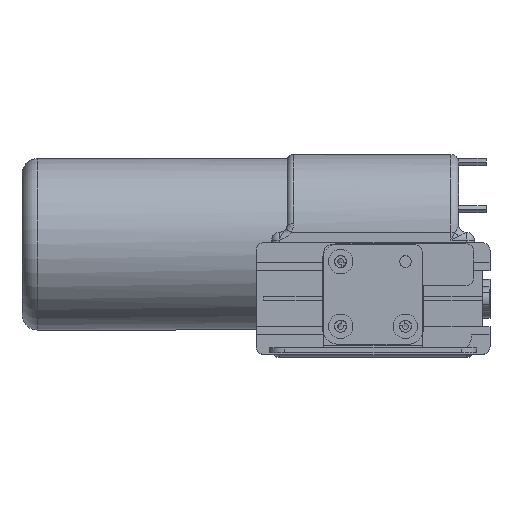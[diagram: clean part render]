
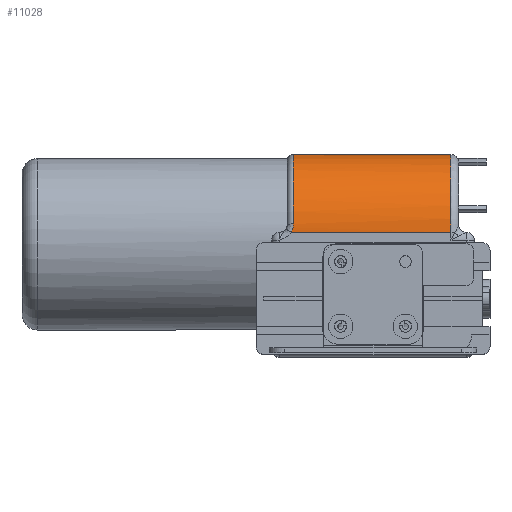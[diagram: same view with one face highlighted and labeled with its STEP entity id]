
A CAD part, top view. The second image highlights one B-rep face of the part: STEP entity #11028.
In plain terms, the highlighted cylindrical face has radius 31.75 mm (diameter 63.5 mm), a partial arc.
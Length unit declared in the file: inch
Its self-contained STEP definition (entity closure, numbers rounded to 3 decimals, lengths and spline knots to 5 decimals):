
#55=B_SPLINE_CURVE_WITH_KNOTS($,3,(#18214,#18215,#18216,#18217),
 .UNSPECIFIED.,.F.,.F.,(4,4),(0.,0.33403),
 .UNSPECIFIED.);
#1075=FACE_OUTER_BOUND($,#1747,.T.);
#1747=EDGE_LOOP($,(#9985,#9986,#9987,#9988,#9989));
#2935=LINE($,#18713,#4107);
#2936=LINE($,#18715,#4108);
#4107=VECTOR($,#14856,2.56129);
#4108=VECTOR($,#14859,2.525);
#4502=CIRCLE($,#11890,1.25);
#4536=CIRCLE($,#11952,1.25);
#5503=VERTEX_POINT($,#18159);
#5506=VERTEX_POINT($,#18207);
#5508=VERTEX_POINT($,#18219);
#5552=VERTEX_POINT($,#18588);
#5554=VERTEX_POINT($,#18594);
#6967=EDGE_CURVE($,#5503,#5506,#55,.T.);
#6970=EDGE_CURVE($,#5506,#5508,#4502,.T.);
#7046=EDGE_CURVE($,#5554,#5552,#4536,.T.);
#7100=EDGE_CURVE($,#5503,#5552,#2935,.F.);
#7101=EDGE_CURVE($,#5508,#5554,#2936,.T.);
#9985=ORIENTED_EDGE($,*,*,#6967,.F.);
#9986=ORIENTED_EDGE($,*,*,#7100,.T.);
#9987=ORIENTED_EDGE($,*,*,#7046,.F.);
#9988=ORIENTED_EDGE($,*,*,#7101,.F.);
#9989=ORIENTED_EDGE($,*,*,#6970,.F.);
#10507=CYLINDRICAL_SURFACE($,#11970,1.25);
#11028=ADVANCED_FACE($,(#1075),#10507,.T.);
#11890=AXIS2_PLACEMENT_3D($,#18223,#14631,#14632);
#11952=AXIS2_PLACEMENT_3D($,#18596,#14779,#14780);
#11970=AXIS2_PLACEMENT_3D($,#18714,#14857,#14858);
#14631=DIRECTION('center_axis',(-1.,0.,0.));
#14632=DIRECTION('ref_axis',(0.,0.733,0.68));
#14779=DIRECTION('center_axis',(1.,0.,0.));
#14780=DIRECTION('ref_axis',(0.,0.707,0.707));
#14856=DIRECTION($,(-1.,0.,0.));
#14857=DIRECTION('center_axis',(-1.,0.,0.));
#14858=DIRECTION('ref_axis',(0.,-1.,0.));
#14859=DIRECTION($,(1.,0.,0.));
#18159=CARTESIAN_POINT('',(-1.71754,1.0625,0.));
#18207=CARTESIAN_POINT('',(-1.68125,1.19764,-0.00733));
#18214=CARTESIAN_POINT('Ctrl Pts',(-1.71754,1.0625,0.));
#18215=CARTESIAN_POINT('Ctrl Pts',(-1.69399,1.10269,0.));
#18216=CARTESIAN_POINT('Ctrl Pts',(-1.68125,1.15028,-0.00218));
#18217=CARTESIAN_POINT('Ctrl Pts',(-1.68125,1.19764,-0.00733));
#18219=CARTESIAN_POINT('',(-1.68125,2.3125,-1.25));
#18223=CARTESIAN_POINT('Origin',(-1.68125,1.0625,-1.25));
#18588=CARTESIAN_POINT('',(0.84375,1.0625,0.));
#18594=CARTESIAN_POINT('',(0.84375,2.3125,-1.25));
#18596=CARTESIAN_POINT('Origin',(0.84375,1.0625,-1.25));
#18713=CARTESIAN_POINT($,(1.3125,1.0625,0.));
#18714=CARTESIAN_POINT('Origin',(1.3125,1.0625,-1.25));
#18715=CARTESIAN_POINT($,(1.3125,2.3125,-1.25));
